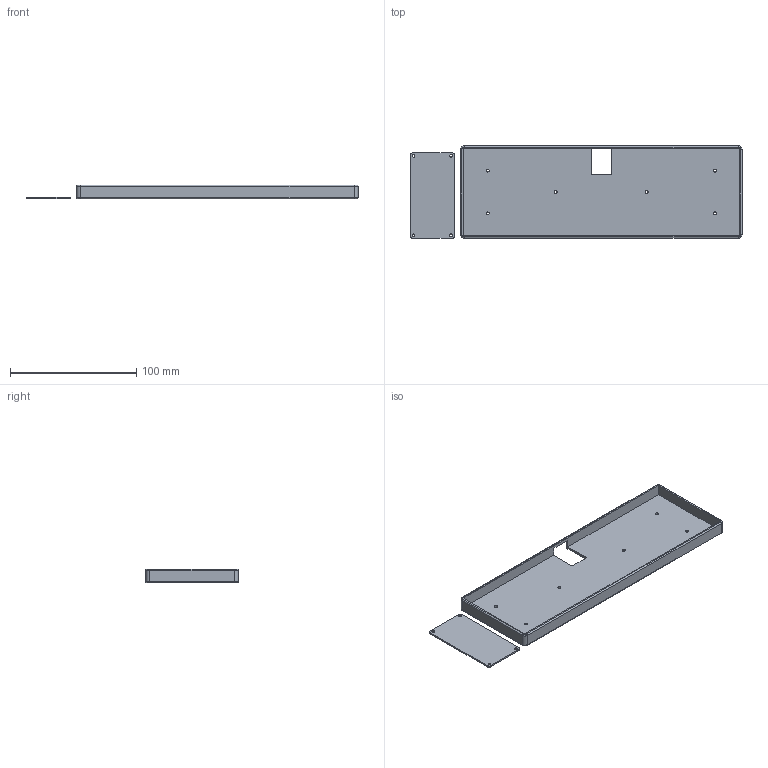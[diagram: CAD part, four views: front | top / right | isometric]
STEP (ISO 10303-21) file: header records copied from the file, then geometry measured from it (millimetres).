
FILE_DESCRIPTION(/* description */ (''),/* implementation_level */ '2;1');
FILE_NAME(/* name */ 'keezyboost40 v16.step',/* time_stamp */ '2024-04-13T14:59:06+08:00',/* author */ (''),/* organization */ (''),/* preprocessor_version */ 'ST-DEVELOPER v20',/* originating_system */ 'Autodesk Translation Framework v12.20.1.177',/* authorisation */ '');
FILE_SCHEMA (('AUTOMOTIVE_DESIGN { 1 0 10303 214 3 1 1 }'));
Length unit declared in the file: millimetre
Products named in the file (1): (Unsaved)
Bounding box: 262.85 x 73.2 x 11 mm (x, y, z)
Volume: 44647.9 mm3; surface area: 48037.9 mm2
Topology: 2 solids, 2 shells, 66 faces, 167 edges, 104 vertices
Faces by surface type: cylinder 31, plane 21, torus 8, cone 6
Full cylindrical faces by diameter (mm): 2.2 x4, 2.4 x6
Entity records: 2074 total; most frequent: DIRECTION 377, CARTESIAN_POINT 338, ORIENTED_EDGE 334, EDGE_CURVE 167, AXIS2_PLACEMENT_3D 143, VERTEX_POINT 104, LINE 91, VECTOR 91
